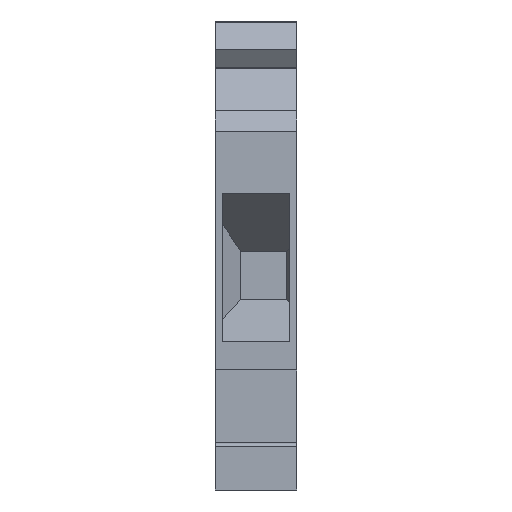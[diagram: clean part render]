
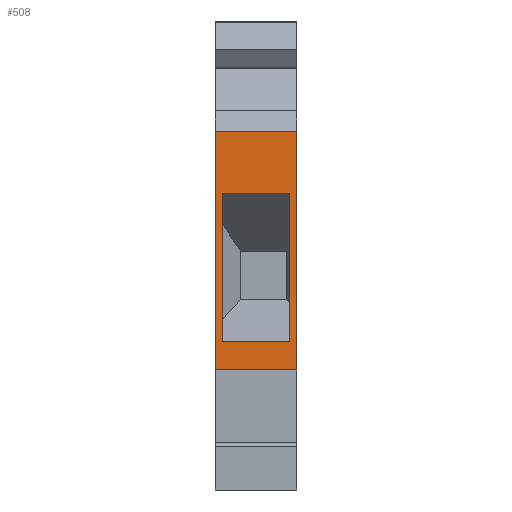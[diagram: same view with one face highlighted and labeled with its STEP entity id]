
A CAD part, front view. The second image highlights one B-rep face of the part: STEP entity #508.
In plain terms, the highlighted planar face has unit normal (0, -1, 0).
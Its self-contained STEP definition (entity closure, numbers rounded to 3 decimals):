
#508=ADVANCED_FACE('',(#1026,#1027),#1028,.T.);
#1026=FACE_OUTER_BOUND('',#1547,.T.);
#1027=FACE_BOUND('',#1548,.T.);
#1028=PLANE('',#1549);
#1547=EDGE_LOOP('',(#3108,#3109,#3110,#3111));
#1548=EDGE_LOOP('',(#3112,#3113,#3114,#3115));
#1549=AXIS2_PLACEMENT_3D('',#3116,#3117,#3118);
#3108=ORIENTED_EDGE('',*,*,#3444,.F.);
#3109=ORIENTED_EDGE('',*,*,#3349,.F.);
#3110=ORIENTED_EDGE('',*,*,#3447,.F.);
#3111=ORIENTED_EDGE('',*,*,#3351,.F.);
#3112=ORIENTED_EDGE('',*,*,#3819,.T.);
#3113=ORIENTED_EDGE('',*,*,#3820,.T.);
#3114=ORIENTED_EDGE('',*,*,#3821,.T.);
#3115=ORIENTED_EDGE('',*,*,#3822,.T.);
#3116=CARTESIAN_POINT('',(8.15,0.0,34.844));
#3117=DIRECTION('',(0.,-1.0,0.));
#3118=DIRECTION('',(1.0,0.,0.));
#3349=EDGE_CURVE('',#4116,#3965,#4118,.T.);
#3351=EDGE_CURVE('',#4120,#4121,#4122,.T.);
#3444=EDGE_CURVE('',#3965,#4120,#4296,.T.);
#3447=EDGE_CURVE('',#4121,#4116,#4299,.T.);
#3819=EDGE_CURVE('',#4762,#4763,#4764,.T.);
#3820=EDGE_CURVE('',#4763,#4765,#4766,.T.);
#3821=EDGE_CURVE('',#4765,#4767,#4768,.T.);
#3822=EDGE_CURVE('',#4767,#4762,#4769,.T.);
#3965=VERTEX_POINT('',#4948);
#4116=VERTEX_POINT('',#5157);
#4118=LINE('',#5160,#5161);
#4120=VERTEX_POINT('',#5163);
#4121=VERTEX_POINT('',#5164);
#4122=LINE('',#5165,#5166);
#4296=LINE('',#5411,#5412);
#4299=LINE('',#5416,#5417);
#4762=VERTEX_POINT('',#6086);
#4763=VERTEX_POINT('',#6087);
#4764=LINE('',#6088,#6089);
#4765=VERTEX_POINT('',#6090);
#4766=LINE('',#6091,#6092);
#4767=VERTEX_POINT('',#6093);
#4768=LINE('',#6094,#6095);
#4769=LINE('',#6096,#6097);
#4948=CARTESIAN_POINT('',(0.,0.0,35.863));
#5157=CARTESIAN_POINT('',(0.,0.0,12.));
#5160=CARTESIAN_POINT('',(0.,0.0,35.372));
#5161=VECTOR('',#6378,1.0);
#5163=CARTESIAN_POINT('',(8.15,0.0,35.863));
#5164=CARTESIAN_POINT('',(8.15,0.0,12.));
#5165=CARTESIAN_POINT('',(8.15,0.0,35.372));
#5166=VECTOR('',#6379,1.0);
#5411=CARTESIAN_POINT('',(8.15,0.0,35.863));
#5412=VECTOR('',#6505,1.0);
#5416=CARTESIAN_POINT('',(8.15,0.0,12.));
#5417=VECTOR('',#6507,1.0);
#6086=CARTESIAN_POINT('',(0.7,0.0,14.836));
#6087=CARTESIAN_POINT('',(0.7,0.0,29.654));
#6088=CARTESIAN_POINT('',(0.7,0.0,35.372));
#6089=VECTOR('',#6783,1.0);
#6090=CARTESIAN_POINT('',(7.45,0.0,29.654));
#6091=CARTESIAN_POINT('',(8.15,0.0,29.654));
#6092=VECTOR('',#6784,1.0);
#6093=CARTESIAN_POINT('',(7.45,0.0,14.836));
#6094=CARTESIAN_POINT('',(7.45,0.0,35.372));
#6095=VECTOR('',#6785,1.0);
#6096=CARTESIAN_POINT('',(8.15,0.0,14.836));
#6097=VECTOR('',#6786,1.0);
#6378=DIRECTION('',(0.,0.,1.0));
#6379=DIRECTION('',(0.,0.,-1.0));
#6505=DIRECTION('',(1.0,0.,0.));
#6507=DIRECTION('',(-1.0,0.,0.));
#6783=DIRECTION('',(0.,0.,1.0));
#6784=DIRECTION('',(1.0,0.,0.));
#6785=DIRECTION('',(0.,0.,-1.0));
#6786=DIRECTION('',(-1.0,0.,0.));
